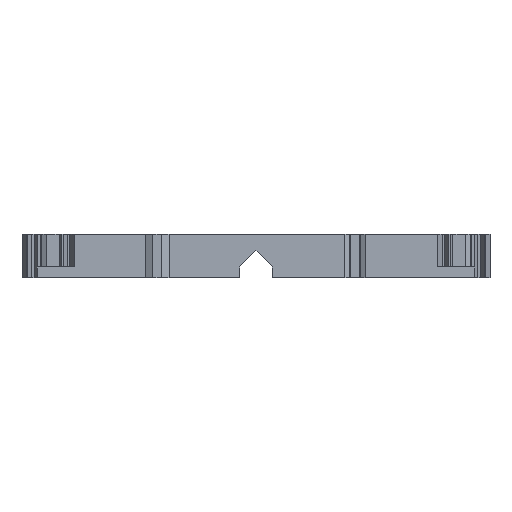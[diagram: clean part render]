
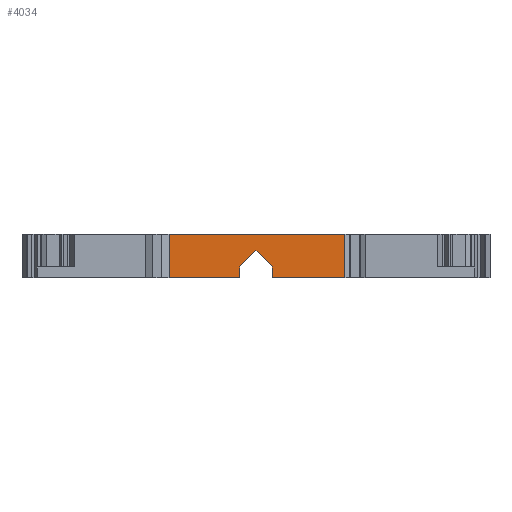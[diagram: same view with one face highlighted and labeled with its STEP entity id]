
A CAD part, front view. The second image highlights one B-rep face of the part: STEP entity #4034.
In plain terms, the highlighted planar face has unit normal (0, -1, 0).
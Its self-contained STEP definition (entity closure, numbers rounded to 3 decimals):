
#86=FACE_OUTER_BOUND('',#294,.T.);
#294=EDGE_LOOP('',(#2953,#2954,#2955,#2956,#2957,#2958,#2959,#2960,#2961));
#547=LINE('',#5627,#1135);
#576=LINE('',#5684,#1164);
#580=LINE('',#5692,#1168);
#582=LINE('',#5696,#1170);
#584=LINE('',#5700,#1172);
#610=LINE('',#5752,#1198);
#679=LINE('',#5890,#1267);
#680=LINE('',#5893,#1268);
#681=LINE('',#5894,#1269);
#1135=VECTOR('',#4575,10.);
#1164=VECTOR('',#4608,10.);
#1168=VECTOR('',#4616,10.);
#1170=VECTOR('',#4620,10.);
#1172=VECTOR('',#4624,10.);
#1198=VECTOR('',#4652,10.);
#1267=VECTOR('',#4773,10.);
#1268=VECTOR('',#4776,10.);
#1269=VECTOR('',#4777,10.);
#1694=VERTEX_POINT('',#5624);
#1695=VERTEX_POINT('',#5626);
#1721=VERTEX_POINT('',#5682);
#1723=VERTEX_POINT('',#5690);
#1724=VERTEX_POINT('',#5694);
#1725=VERTEX_POINT('',#5698);
#1750=VERTEX_POINT('',#5750);
#1793=VERTEX_POINT('',#5888);
#1794=VERTEX_POINT('',#5892);
#2112=EDGE_CURVE('',#1694,#1695,#547,.T.);
#2141=EDGE_CURVE('',#1694,#1721,#576,.T.);
#2145=EDGE_CURVE('',#1721,#1723,#580,.T.);
#2147=EDGE_CURVE('',#1723,#1724,#582,.T.);
#2149=EDGE_CURVE('',#1724,#1725,#584,.T.);
#2175=EDGE_CURVE('',#1750,#1725,#610,.T.);
#2244=EDGE_CURVE('',#1793,#1695,#679,.T.);
#2245=EDGE_CURVE('',#1750,#1794,#680,.T.);
#2246=EDGE_CURVE('',#1793,#1794,#681,.T.);
#2953=ORIENTED_EDGE('',*,*,#2149,.T.);
#2954=ORIENTED_EDGE('',*,*,#2175,.F.);
#2955=ORIENTED_EDGE('',*,*,#2245,.T.);
#2956=ORIENTED_EDGE('',*,*,#2246,.F.);
#2957=ORIENTED_EDGE('',*,*,#2244,.T.);
#2958=ORIENTED_EDGE('',*,*,#2112,.F.);
#2959=ORIENTED_EDGE('',*,*,#2141,.T.);
#2960=ORIENTED_EDGE('',*,*,#2145,.T.);
#2961=ORIENTED_EDGE('',*,*,#2147,.T.);
#3829=PLANE('',#4253);
#4034=ADVANCED_FACE('',(#86),#3829,.T.);
#4253=AXIS2_PLACEMENT_3D('',#5891,#4774,#4775);
#4575=DIRECTION('',(-1.,0.,0.));
#4608=DIRECTION('',(0.,0.,1.));
#4616=DIRECTION('',(0.707,0.,0.707));
#4620=DIRECTION('',(0.707,0.,-0.707));
#4624=DIRECTION('',(0.,0.,-1.));
#4652=DIRECTION('',(-1.,0.,0.));
#4773=DIRECTION('',(0.,0.,-1.));
#4774=DIRECTION('center_axis',(0.,-1.,0.));
#4775=DIRECTION('ref_axis',(-1.,0.,0.));
#4776=DIRECTION('',(0.,0.,1.));
#4777=DIRECTION('',(1.,0.,0.));
#5624=CARTESIAN_POINT('',(-42.9,-79.8,-8.));
#5626=CARTESIAN_POINT('',(-56.122,-79.8,-8.));
#5627=CARTESIAN_POINT('',(-79.8,-79.8,-8.));
#5682=CARTESIAN_POINT('',(-42.9,-79.8,-6.));
#5684=CARTESIAN_POINT('',(-42.9,-79.8,-3.));
#5690=CARTESIAN_POINT('',(-39.9,-79.8,-3.));
#5692=CARTESIAN_POINT('',(-30.871,-79.8,6.029));
#5694=CARTESIAN_POINT('',(-36.9,-79.8,-6.));
#5696=CARTESIAN_POINT('',(-30.871,-79.8,-12.029));
#5698=CARTESIAN_POINT('',(-36.9,-79.8,-8.));
#5700=CARTESIAN_POINT('',(-36.9,-79.8,-4.));
#5750=CARTESIAN_POINT('',(-23.677,-79.8,-8.));
#5752=CARTESIAN_POINT('',(-79.8,-79.8,-8.));
#5888=CARTESIAN_POINT('',(-56.122,-79.8,0.));
#5890=CARTESIAN_POINT('',(-56.122,-79.8,0.));
#5891=CARTESIAN_POINT('Origin',(-6.785,-79.8,0.));
#5892=CARTESIAN_POINT('',(-23.677,-79.8,0.));
#5893=CARTESIAN_POINT('',(-23.677,-79.8,0.));
#5894=CARTESIAN_POINT('',(-79.8,-79.8,0.));
